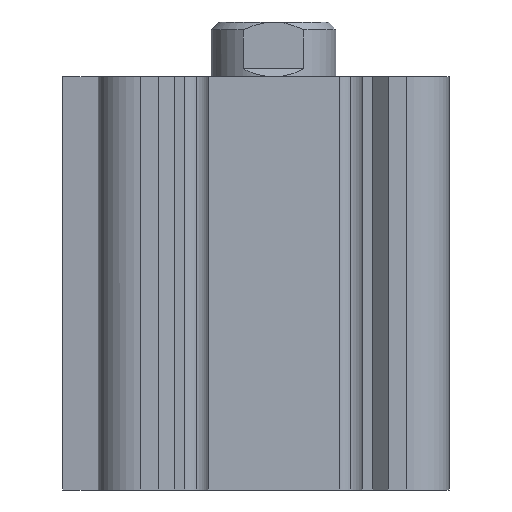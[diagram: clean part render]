
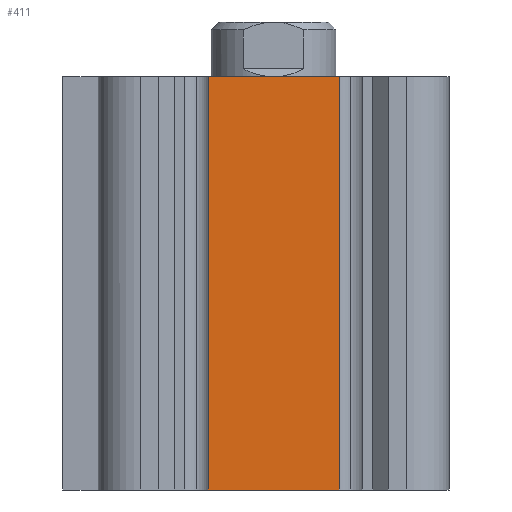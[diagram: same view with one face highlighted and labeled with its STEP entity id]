
A CAD part, left-side view. The second image highlights one B-rep face of the part: STEP entity #411.
In plain terms, the highlighted planar face has unit normal (-1, 0, 0).
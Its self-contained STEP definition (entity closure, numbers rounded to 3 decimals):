
#411=ADVANCED_FACE('',(#913),#914,.F.);
#913=FACE_OUTER_BOUND('',#1550,.T.);
#914=PLANE('',#1551);
#1550=EDGE_LOOP('',(#2507,#2508,#2509,#2510));
#1551=AXIS2_PLACEMENT_3D('',#2511,#2512,#2513);
#2507=ORIENTED_EDGE('',*,*,#3959,.F.);
#2508=ORIENTED_EDGE('',*,*,#3960,.F.);
#2509=ORIENTED_EDGE('',*,*,#3961,.T.);
#2510=ORIENTED_EDGE('',*,*,#3962,.T.);
#2511=CARTESIAN_POINT('',(-20.5,-12.72,26.5));
#2512=DIRECTION('',(1.0,0.,0.0));
#2513=DIRECTION('',(0.0,0.0,1.0));
#3959=EDGE_CURVE('',#4738,#4739,#4740,.T.);
#3960=EDGE_CURVE('',#4741,#4738,#4742,.T.);
#3961=EDGE_CURVE('',#4741,#4743,#4744,.T.);
#3962=EDGE_CURVE('',#4743,#4739,#4745,.T.);
#4738=VERTEX_POINT('',#5852);
#4739=VERTEX_POINT('',#5853);
#4740=LINE('',#5854,#5855);
#4741=VERTEX_POINT('',#5856);
#4742=LINE('',#5857,#5858);
#4743=VERTEX_POINT('',#5859);
#4744=LINE('',#5860,#5861);
#4745=LINE('',#5862,#5863);
#5852=CARTESIAN_POINT('',(-20.5,8.4,26.5));
#5853=CARTESIAN_POINT('',(-20.5,-8.4,26.5));
#5854=CARTESIAN_POINT('',(-20.5,-12.72,26.5));
#5855=VECTOR('',#7077,1.0);
#5856=CARTESIAN_POINT('',(-20.5,8.4,-26.5));
#5857=CARTESIAN_POINT('',(-20.5,8.4,-26.5));
#5858=VECTOR('',#7078,1.0);
#5859=CARTESIAN_POINT('',(-20.5,-8.4,-26.5));
#5860=CARTESIAN_POINT('',(-20.5,-12.72,-26.5));
#5861=VECTOR('',#7079,1.0);
#5862=CARTESIAN_POINT('',(-20.5,-8.4,-26.5));
#5863=VECTOR('',#7080,1.0);
#7077=DIRECTION('',(0.,-1.0,0.0));
#7078=DIRECTION('',(0.0,0.0,1.0));
#7079=DIRECTION('',(0.,-1.0,0.0));
#7080=DIRECTION('',(0.0,0.0,1.0));
